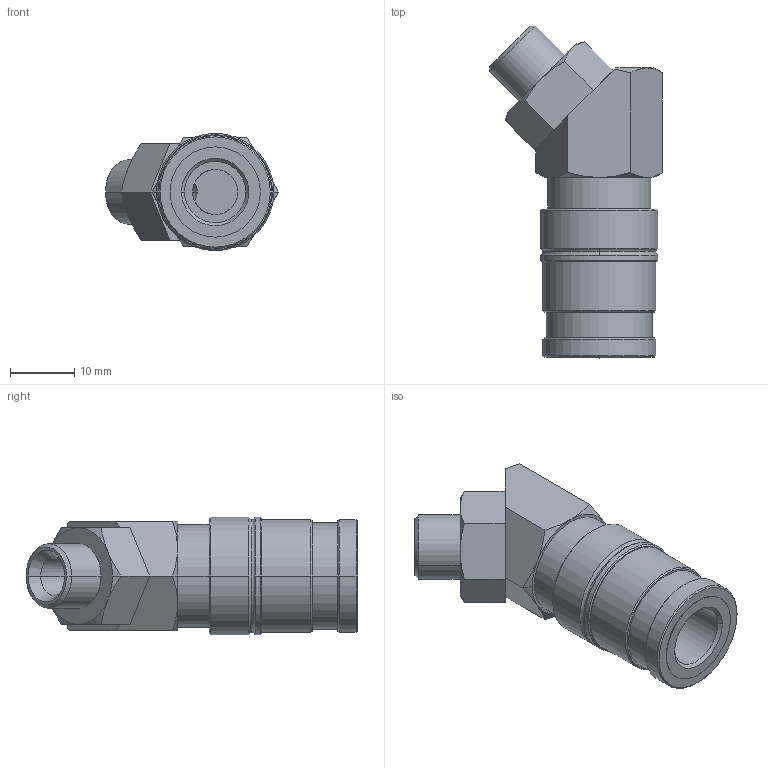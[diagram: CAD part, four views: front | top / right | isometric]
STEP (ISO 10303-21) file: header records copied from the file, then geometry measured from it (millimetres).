
FILE_DESCRIPTION(('STEP AP214'),'1');
FILE_NAME('esdmf_101_a-45ab.stp','2020-04-22T06:12:51',('TraceParts'),('TraceParts S.A.'),'Spatial InterOp 3D',' ',' ');
FILE_SCHEMA(('automotive_design'));
Length unit declared in the file: millimetre
Products named in the file (1): 1
Bounding box: 26.83 x 51.5 x 18.2 mm (x, y, z)
Volume: 9423.7 mm3; surface area: 4793 mm2
Topology: 1 solids, 1 shells, 88 faces, 196 edges, 118 vertices
Faces by surface type: cone 36, plane 26, cylinder 22, torus 4
Entity records: 3298 total; most frequent: CARTESIAN_POINT 651, DIRECTION 430, ORIENTED_EDGE 392, EDGE_CURVE 196, AXIS2_PLACEMENT_3D 179, VERTEX_POINT 118, EDGE_LOOP 98, STYLED_ITEM 88
